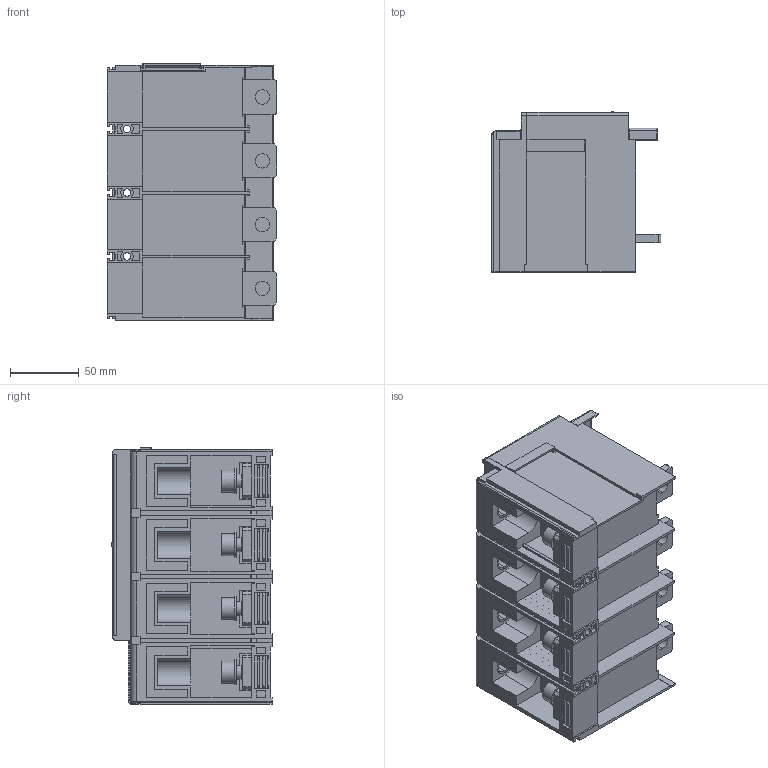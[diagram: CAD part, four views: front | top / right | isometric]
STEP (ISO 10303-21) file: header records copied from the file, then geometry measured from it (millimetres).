
FILE_DESCRIPTION((''),'2;1');
FILE_NAME('ASM0004_ASM','2019-05-27T',('ITSTCAR1'),(''),'CREO PARAMETRIC BY PTC INC, 2016050','CREO PARAMETRIC BY PTC INC, 2016050','');
FILE_SCHEMA(('AUTOMOTIVE_DESIGN { 1 0 10303 214 1 1 1 1 }'));
Products named in the file (12): MSBR-10; MSBR-9; MSBR-8; MSBR-7; MSBR-6; MSBR-5; MSBR-4; MSBR-3_1; MSBR-2_1; MSBR-1_1; _1SDH002065A1230; ASM0004_ASM
Assembly tree (11 placements, depth 2):
  ASM0004_ASM
    MSBR-10
    MSBR-9
    MSBR-8
    MSBR-7
    MSBR-6
    MSBR-5
    MSBR-4
    MSBR-3_1
    MSBR-2_1
    MSBR-1_1
    _1SDH002065A1230
Bounding box: 123.75 x 116.75 x 187 mm (x, y, z)
Volume: 7774 mm3; surface area: 184348.4 mm2
Topology: 10 solids, 23 shells, 1722 faces, 4968 edges, 3349 vertices
Faces by surface type: plane 1466, cylinder 202, torus 40, extrusion 8, bspline 5, cone 1
Entity records: 62809 total; most frequent: CARTESIAN_POINT 11677, ORIENTED_EDGE 9860, DIRECTION 8990, EDGE_CURVE 4968, VECTOR 4228, LINE 4220, VERTEX_POINT 3349, AXIS2_PLACEMENT_3D 2381
